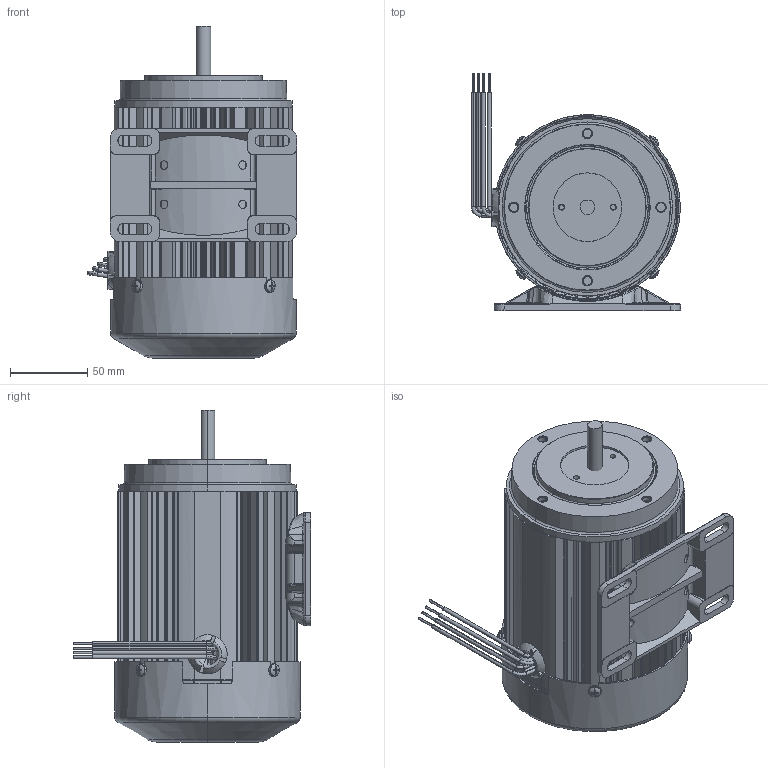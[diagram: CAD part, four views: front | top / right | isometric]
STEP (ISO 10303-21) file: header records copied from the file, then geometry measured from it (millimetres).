
FILE_DESCRIPTION (( 'STEP AP203' ), '1' );
FILE_NAME ('INFM0351.STEP', '2013-07-23T21:20:50', ( 'Admin' ), ( 'Bodine Electric Company' ), 'SwSTEP 2.0', 'SolidWorks 2012', '' );
FILE_SCHEMA (( 'CONFIG_CONTROL_DESIGN' ));
Products named in the file (11): INFM0351; 36800005_36800005; 36101015_36101015; 491AZ026_491AZ026; 57304788_57804788; 129AZ017_129AZ017; 541AA031_54100003; 328AZ015_328AZ015; 526AZ001_526AZ001; 328AZ048_328AZ048; 119AZ006_119AZ006
Assembly tree (13 placements, depth 3):
  INFM0351
    119AZ006_119AZ006
    328AZ048_328AZ048
    526AZ001_526AZ001
    328AZ015_328AZ015
    541AA031_54100003  x4
    129AZ017_129AZ017
    57304788_57804788
    491AZ026_491AZ026
    36800005_36800005
      36101015_36101015
Bounding box: 135.37 x 153.84 x 214.76 mm (x, y, z)
Volume: 1468802.6 mm3; surface area: 245749.5 mm2
Topology: 15 solids, 16 shells, 1324 faces, 3654 edges, 2363 vertices
Faces by surface type: cylinder 505, plane 408, bspline 194, cone 123, torus 66, sphere 28
Entity records: 48306 total; most frequent: CARTESIAN_POINT 16962, ORIENTED_EDGE 6640, DIRECTION 6125, EDGE_CURVE 3320, AXIS2_PLACEMENT_3D 2426, VERTEX_POINT 2155, CIRCLE 1354, EDGE_LOOP 1309
